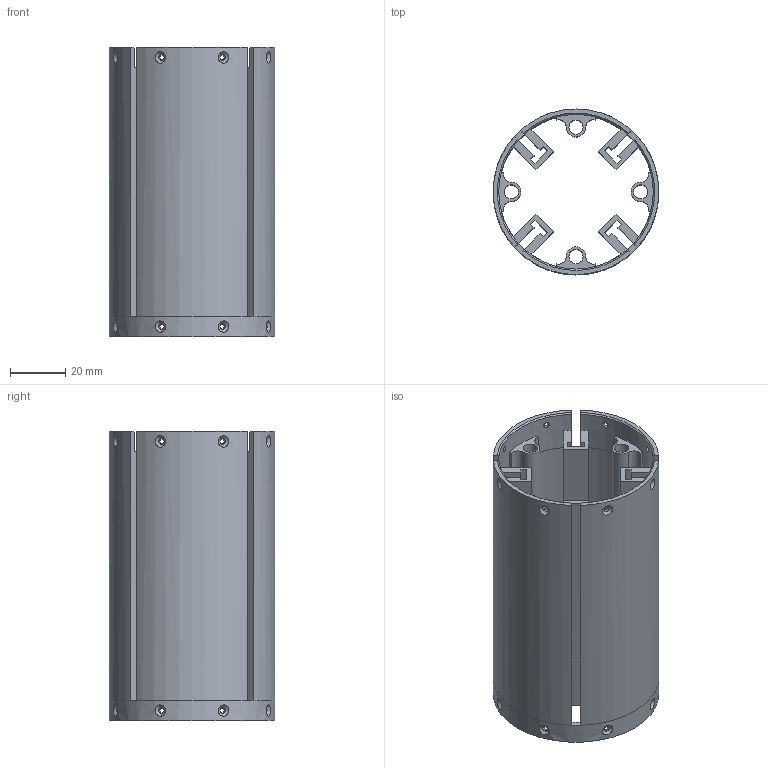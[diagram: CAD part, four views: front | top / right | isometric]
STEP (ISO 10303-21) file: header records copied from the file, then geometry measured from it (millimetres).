
FILE_DESCRIPTION(('FreeCAD Model'),'2;1');
FILE_NAME('Open CASCADE Shape Model','2025-10-07T15:39:05',(''),(''), 'Open CASCADE STEP processor 7.8','FreeCAD','Unknown');
FILE_SCHEMA(('AUTOMOTIVE_DESIGN { 1 0 10303 214 1 1 1 1 }'));
Length unit declared in the file: millimetre
Products named in the file (1): Body
Bounding box: 60 x 60 x 105 mm (x, y, z)
Volume: 70043.1 mm3; surface area: 69806.2 mm2
Topology: 1 solids, 1 shells, 163 faces, 506 edges, 336 vertices
Faces by surface type: plane 89, cylinder 50, bspline 16, cone 8
Full cylindrical faces by diameter (mm): 2.1 x16, 5.15 x4, 56 x1, 60 x1
Entity records: 11706 total; most frequent: CARTESIAN_POINT 7100, ORIENTED_EDGE 1012, DIRECTION 896, EDGE_CURVE 506, VERTEX_POINT 336, AXIS2_PLACEMENT_3D 308, LINE 280, VECTOR 280
